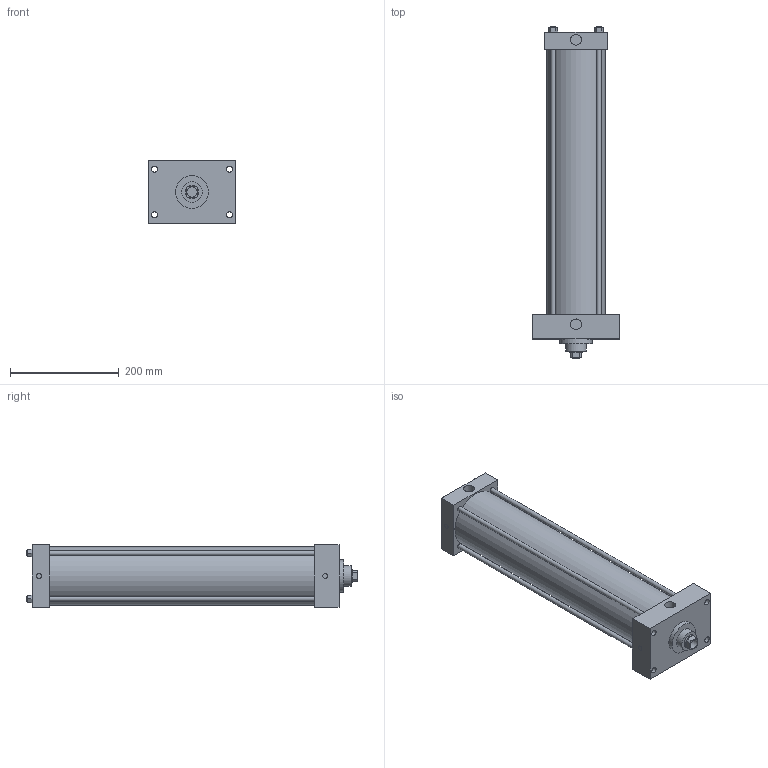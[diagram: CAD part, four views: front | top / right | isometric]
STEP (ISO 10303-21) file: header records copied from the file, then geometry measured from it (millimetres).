
FILE_DESCRIPTION((' Parasolid data model '),'2;1');
FILE_NAME('GSSL','1999-12-15T14:50:56+00:00',(' GSSL '),(' GSSL Pune '),'','GSSL Pune','Author');
FILE_SCHEMA(('CONFIG_CONTROL_DESIGN'));
Length unit declared in the file: millimetre
Bounding box: 158.75 x 611.19 x 114.3 mm (x, y, z)
Surface area: 317856.3 mm2 (no closed solid volume)
Topology: 0 solids, 5 shells, 90 faces, 224 edges, 159 vertices
Faces by surface type: plane 61, cylinder 29
Full cylindrical faces by diameter (mm): 8.731 x6, 8.763 x8, 11.125 x4, 19.05 x1, 19.844 x2, 25.4 x1, 38.1 x1, 60.325 x1, 107.95 x1
Entity records: 2577 total; most frequent: CARTESIAN_POINT 430, DIRECTION 416, ORIENTED_EDGE 340, EDGE_CURVE 194, EDGE_LOOP 154, VERTEX_POINT 154, AXIS2_PLACEMENT_3D 140, LINE 136
